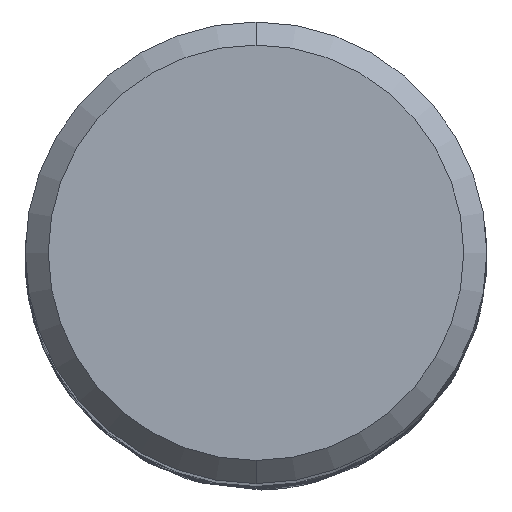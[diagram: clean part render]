
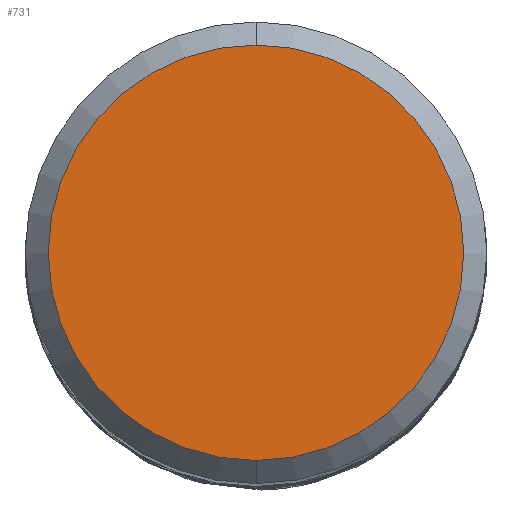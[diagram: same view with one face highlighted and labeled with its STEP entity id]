
A CAD part, top view. The second image highlights one B-rep face of the part: STEP entity #731.
In plain terms, the highlighted planar face has unit normal (0, 0, 1).
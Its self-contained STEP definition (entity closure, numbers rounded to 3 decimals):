
#679=VERTEX_POINT('',#1880);
#731=ADVANCED_FACE('',(#1937),#1938,.T.);
#1445=EDGE_CURVE('',#679,#1611,#2717,.T.);
#1611=VERTEX_POINT('',#2898);
#1681=EDGE_CURVE('',#1611,#679,#2973,.T.);
#1880=CARTESIAN_POINT('',(0.,-7.2,0.0));
#1937=FACE_OUTER_BOUND('',#4692,.T.);
#1938=PLANE('',#4693);
#2717=CIRCLE('',#16987,7.2);
#2898=CARTESIAN_POINT('',(0.0,7.2,0.0));
#2973=CIRCLE('',#19518,7.2);
#4692=EDGE_LOOP('',(#22616,#22617));
#4693=AXIS2_PLACEMENT_3D('',#22618,#22619,#22620);
#16987=AXIS2_PLACEMENT_3D('',#23387,#23388,#23389);
#19518=AXIS2_PLACEMENT_3D('',#23623,#23624,#23625);
#22616=ORIENTED_EDGE('',*,*,#1681,.F.);
#22617=ORIENTED_EDGE('',*,*,#1445,.F.);
#22618=CARTESIAN_POINT('',(0.0,3.6,0.0));
#22619=DIRECTION('',(-0.0,0.0,1.0));
#22620=DIRECTION('',(0.0,-1.0,0.0));
#23387=CARTESIAN_POINT('',(0.0,0.0,0.0));
#23388=DIRECTION('',(0.0,0.0,-1.0));
#23389=DIRECTION('',(0.0,1.0,0.0));
#23623=CARTESIAN_POINT('',(0.0,0.0,0.0));
#23624=DIRECTION('',(0.0,0.0,-1.0));
#23625=DIRECTION('',(0.0,1.0,0.0));
